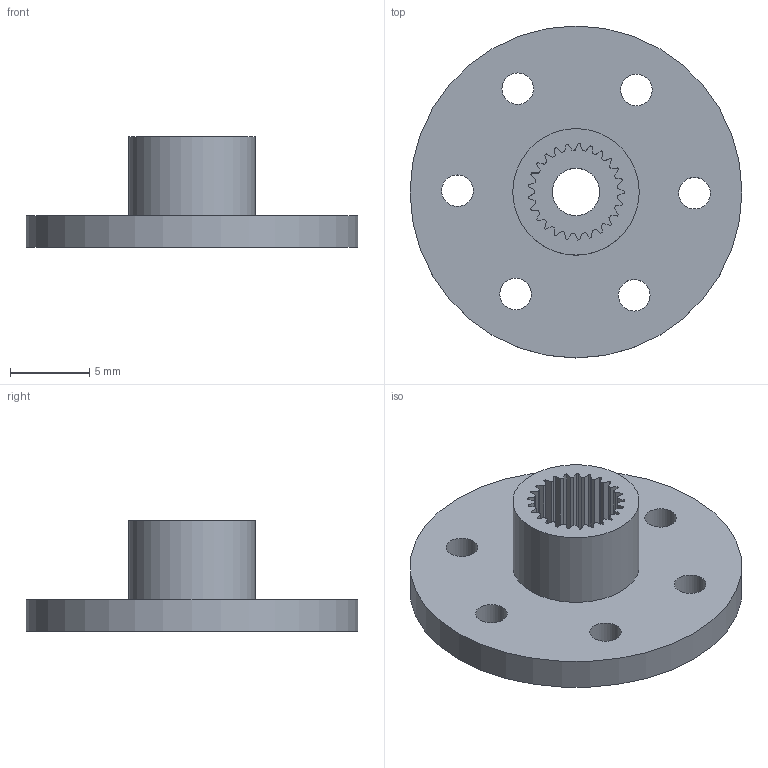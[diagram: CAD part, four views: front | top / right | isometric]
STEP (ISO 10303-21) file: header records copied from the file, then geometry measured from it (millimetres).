
FILE_DESCRIPTION(/* description */ (''),/* implementation_level */ '2;1');
FILE_NAME(/* name */ 'raccord servo v2.step',/* time_stamp */ '2022-11-19T17:57:33+01:00',/* author */ (''),/* organization */ (''),/* preprocessor_version */ 'ST-DEVELOPER v19.2',/* originating_system */ 'Autodesk Translation Framework v11.17.0.187',/* authorisation */ '');
FILE_SCHEMA (('AUTOMOTIVE_DESIGN { 1 0 10303 214 3 1 1 }'));
Length unit declared in the file: millimetre
Products named in the file (1): raccord servo
Bounding box: 21 x 21 x 7 mm (x, y, z)
Volume: 766.1 mm3; surface area: 1137.3 mm2
Topology: 1 solids, 1 shells, 115 faces, 330 edges, 220 vertices
Faces by surface type: plane 55, cylinder 35, bspline 25
Full cylindrical faces by diameter (mm): 2 x6, 3 x1, 5 x1, 8 x1, 21 x1
Entity records: 3897 total; most frequent: CARTESIAN_POINT 791, ORIENTED_EDGE 660, DIRECTION 632, EDGE_CURVE 330, VERTEX_POINT 220, AXIS2_PLACEMENT_3D 211, LINE 210, VECTOR 210
